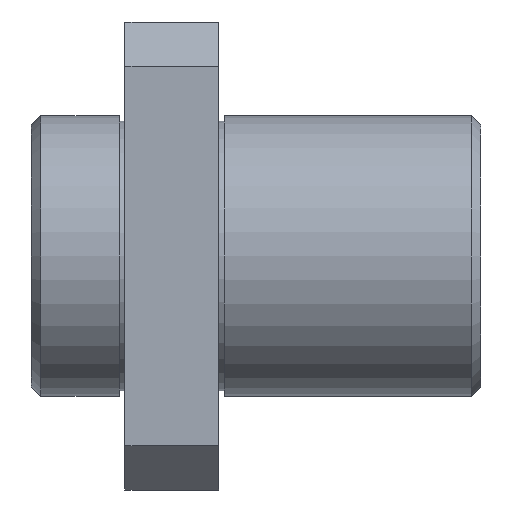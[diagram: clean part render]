
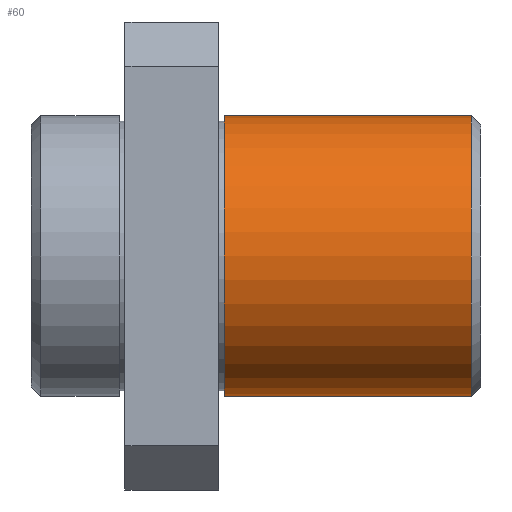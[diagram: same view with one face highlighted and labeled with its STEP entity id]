
A CAD part, front view. The second image highlights one B-rep face of the part: STEP entity #60.
In plain terms, the highlighted cylindrical face has radius 7.5 mm (diameter 15 mm), a partial arc.
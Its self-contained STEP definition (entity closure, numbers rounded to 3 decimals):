
#31 = EDGE_CURVE ( 'NONE', #913, #1405, #965, .T. ) ;
#60 = ADVANCED_FACE ( 'NONE', ( #736 ), #707, .T. ) ;
#143 = CARTESIAN_POINT ( 'NONE',  ( -5., 0., 0. ) ) ;
#146 = DIRECTION ( 'NONE',  ( 1., 0., 0. ) ) ;
#147 = DIRECTION ( 'NONE',  ( 0., 0., -1. ) ) ;
#184 = CARTESIAN_POINT ( 'NONE',  ( 18.5, 0., 0. ) ) ;
#185 = DIRECTION ( 'NONE',  ( -1., 0., 0. ) ) ;
#186 = DIRECTION ( 'NONE',  ( 0., 0., -1. ) ) ;
#230 = CARTESIAN_POINT ( 'NONE',  ( 5.3, 0., 0. ) ) ;
#231 = DIRECTION ( 'NONE',  ( -1., 0., 0. ) ) ;
#232 = DIRECTION ( 'NONE',  ( 0., 0., 1. ) ) ;
#447 = CARTESIAN_POINT ( 'NONE',  ( 5.3, 0., 7.5 ) ) ;
#474 = CARTESIAN_POINT ( 'NONE',  ( 5.3, 0., -7.5 ) ) ;
#477 = CARTESIAN_POINT ( 'NONE',  ( 18.5, 0., 7.5 ) ) ;
#508 = CARTESIAN_POINT ( 'NONE',  ( 18.5, 0., -7.5 ) ) ;
#531 = CARTESIAN_POINT ( 'NONE',  ( -5., 0., -7.5 ) ) ;
#532 = DIRECTION ( 'NONE',  ( 1., 0., 0. ) ) ;
#616 = EDGE_CURVE ( 'NONE', #1472, #1405, #744, .T. ) ;
#634 = EDGE_CURVE ( 'NONE', #1399, #913, #1318, .T. ) ;
#707 = CYLINDRICAL_SURFACE ( 'NONE', #1039, 7.5 ) ;
#736 = FACE_OUTER_BOUND ( 'NONE', #1094, .T. ) ;
#744 = CIRCLE ( 'NONE', #860, 7.5 ) ;
#772 = AXIS2_PLACEMENT_3D ( 'NONE', #230, #231, #232 ) ;
#860 = AXIS2_PLACEMENT_3D ( 'NONE', #184, #185, #186 ) ;
#913 = VERTEX_POINT ( 'NONE', #447 ) ;
#965 = LINE ( 'NONE', #1617, #980 ) ;
#980 = VECTOR ( 'NONE', #1620, 1000. ) ;
#1039 = AXIS2_PLACEMENT_3D ( 'NONE', #143, #146, #147 ) ;
#1079 = ORIENTED_EDGE ( 'NONE', *, *, #634, .F. ) ;
#1086 = ORIENTED_EDGE ( 'NONE', *, *, #31, .F. ) ;
#1094 = EDGE_LOOP ( 'NONE', ( #1086, #1079, #1120, #1129 ) ) ;
#1120 = ORIENTED_EDGE ( 'NONE', *, *, #1629, .T. ) ;
#1129 = ORIENTED_EDGE ( 'NONE', *, *, #616, .T. ) ;
#1318 = CIRCLE ( 'NONE', #772, 7.5 ) ;
#1399 = VERTEX_POINT ( 'NONE', #474 ) ;
#1405 = VERTEX_POINT ( 'NONE', #477 ) ;
#1472 = VERTEX_POINT ( 'NONE', #508 ) ;
#1556 = LINE ( 'NONE', #531, #1557 ) ;
#1557 = VECTOR ( 'NONE', #532, 1000. ) ;
#1617 = CARTESIAN_POINT ( 'NONE',  ( -5., 0., 7.5 ) ) ;
#1620 = DIRECTION ( 'NONE',  ( 1., 0., 0. ) ) ;
#1629 = EDGE_CURVE ( 'NONE', #1399, #1472, #1556, .T. ) ;
